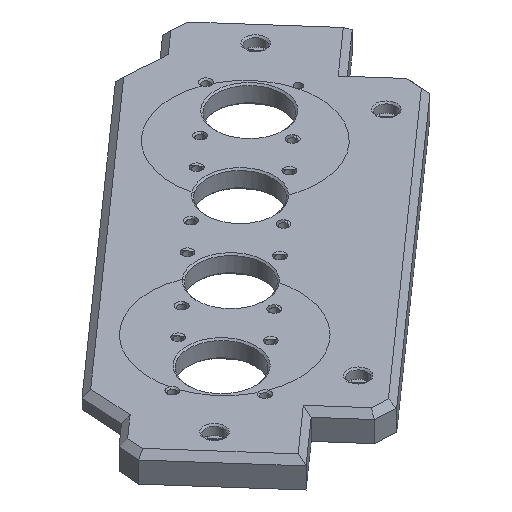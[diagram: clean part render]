
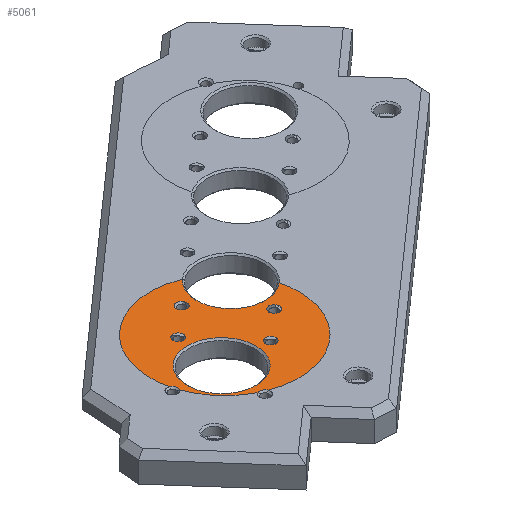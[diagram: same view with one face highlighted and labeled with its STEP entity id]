
A CAD part, isometric view. The second image highlights one B-rep face of the part: STEP entity #5061.
In plain terms, the highlighted planar face has unit normal (0, 0, 1).
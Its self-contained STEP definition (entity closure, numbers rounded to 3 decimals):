
#104=FACE_BOUND('',#616,.T.);
#105=FACE_BOUND('',#617,.T.);
#106=FACE_BOUND('',#618,.T.);
#107=FACE_BOUND('',#619,.T.);
#108=FACE_BOUND('',#620,.T.);
#139=PLANE('',#5421);
#304=FACE_OUTER_BOUND('',#615,.T.);
#615=EDGE_LOOP('',(#3535,#3536,#3537,#3538,#3539,#3540,#3541,#3542));
#616=EDGE_LOOP('',(#3543));
#617=EDGE_LOOP('',(#3544));
#618=EDGE_LOOP('',(#3545));
#619=EDGE_LOOP('',(#3546));
#620=EDGE_LOOP('',(#3547));
#1919=CIRCLE('',#5387,25.);
#1921=CIRCLE('',#5389,25.);
#1922=CIRCLE('',#5390,25.);
#1924=CIRCLE('',#5392,25.);
#1925=CIRCLE('',#5393,25.);
#1941=CIRCLE('',#5416,1.764);
#1945=CIRCLE('',#5422,1.764);
#1946=CIRCLE('',#5423,1.765);
#1947=CIRCLE('',#5424,1.765);
#1948=CIRCLE('',#5425,1.765);
#1949=CIRCLE('',#5426,1.765);
#2172=B_SPLINE_CURVE_WITH_KNOTS('',3,(#7750,#7751,#7752,#7753,#7754,#7755,
#7756,#7757,#7758,#7759),.UNSPECIFIED.,.F.,.F.,(4,1,1,1,1,1,1,4),(0.025,
0.517,1.009,1.501,1.993,2.485,
2.977,3.469),.UNSPECIFIED.);
#2173=B_SPLINE_CURVE_WITH_KNOTS('',3,(#7770,#7771,#7772,#7773,#7774,#7775,
#7776,#7777,#7778,#7779,#7780,#7781,#7782,#7783,#7784,#7785,#7786),
 .UNSPECIFIED.,.T.,.F.,(4,1,1,1,1,1,1,1,1,1,1,1,1,1,4),(-3.142,
-2.693,-2.244,-1.795,-1.346,
-1.047,-0.449,0.15,0.449,
1.047,1.346,1.945,2.244,2.693,
3.142),.UNSPECIFIED.);
#2221=VERTEX_POINT('',#7629);
#2222=VERTEX_POINT('',#7630);
#2223=VERTEX_POINT('',#7632);
#2224=VERTEX_POINT('',#7634);
#2225=VERTEX_POINT('',#7636);
#2226=VERTEX_POINT('',#7638);
#2228=VERTEX_POINT('',#7647);
#2229=VERTEX_POINT('',#7649);
#2248=VERTEX_POINT('',#7761);
#2249=VERTEX_POINT('',#7763);
#2250=VERTEX_POINT('',#7765);
#2251=VERTEX_POINT('',#7767);
#2252=VERTEX_POINT('',#7769);
#2702=EDGE_CURVE('',#2223,#2221,#1919,.T.);
#2704=EDGE_CURVE('',#2225,#2224,#1921,.T.);
#2705=EDGE_CURVE('',#2226,#2225,#1922,.T.);
#2708=EDGE_CURVE('',#2229,#2228,#1924,.T.);
#2709=EDGE_CURVE('',#2222,#2229,#1925,.T.);
#2733=EDGE_CURVE('',#2222,#2221,#1941,.T.);
#2738=EDGE_CURVE('',#2226,#2228,#2172,.T.);
#2739=EDGE_CURVE('',#2223,#2224,#1945,.T.);
#2740=EDGE_CURVE('',#2248,#2248,#1946,.T.);
#2741=EDGE_CURVE('',#2249,#2249,#1947,.T.);
#2742=EDGE_CURVE('',#2250,#2250,#1948,.T.);
#2743=EDGE_CURVE('',#2251,#2251,#1949,.T.);
#2744=EDGE_CURVE('',#2252,#2252,#2173,.T.);
#3535=ORIENTED_EDGE('',*,*,#2733,.F.);
#3536=ORIENTED_EDGE('',*,*,#2709,.T.);
#3537=ORIENTED_EDGE('',*,*,#2708,.T.);
#3538=ORIENTED_EDGE('',*,*,#2738,.F.);
#3539=ORIENTED_EDGE('',*,*,#2705,.T.);
#3540=ORIENTED_EDGE('',*,*,#2704,.T.);
#3541=ORIENTED_EDGE('',*,*,#2739,.F.);
#3542=ORIENTED_EDGE('',*,*,#2702,.T.);
#3543=ORIENTED_EDGE('',*,*,#2740,.F.);
#3544=ORIENTED_EDGE('',*,*,#2741,.F.);
#3545=ORIENTED_EDGE('',*,*,#2742,.F.);
#3546=ORIENTED_EDGE('',*,*,#2743,.F.);
#3547=ORIENTED_EDGE('',*,*,#2744,.F.);
#5061=ADVANCED_FACE('',(#304,#104,#105,#106,#107,#108),#139,.T.);
#5387=AXIS2_PLACEMENT_3D('',#7633,#5998,#5999);
#5389=AXIS2_PLACEMENT_3D('',#7637,#6002,#6003);
#5390=AXIS2_PLACEMENT_3D('',#7639,#6004,#6005);
#5392=AXIS2_PLACEMENT_3D('',#7650,#6008,#6009);
#5393=AXIS2_PLACEMENT_3D('',#7651,#6010,#6011);
#5416=AXIS2_PLACEMENT_3D('',#7732,#6061,#6062);
#5421=AXIS2_PLACEMENT_3D('',#7749,#6071,#6072);
#5422=AXIS2_PLACEMENT_3D('',#7760,#6073,#6074);
#5423=AXIS2_PLACEMENT_3D('',#7762,#6075,#6076);
#5424=AXIS2_PLACEMENT_3D('',#7764,#6077,#6078);
#5425=AXIS2_PLACEMENT_3D('',#7766,#6079,#6080);
#5426=AXIS2_PLACEMENT_3D('',#7768,#6081,#6082);
#5998=DIRECTION('center_axis',(0.,0.,
1.));
#5999=DIRECTION('ref_axis',(0.992,-0.123,0.));
#6002=DIRECTION('center_axis',(0.,0.,
1.));
#6003=DIRECTION('ref_axis',(0.992,-0.123,0.));
#6004=DIRECTION('center_axis',(0.,0.,
1.));
#6005=DIRECTION('ref_axis',(0.992,-0.123,0.));
#6008=DIRECTION('center_axis',(0.,0.,
1.));
#6009=DIRECTION('ref_axis',(0.992,-0.123,0.));
#6010=DIRECTION('center_axis',(0.,0.,
1.));
#6011=DIRECTION('ref_axis',(0.992,-0.123,0.));
#6061=DIRECTION('center_axis',(0.,0.,
1.));
#6062=DIRECTION('ref_axis',(0.,-1.,0.));
#6071=DIRECTION('center_axis',(0.,0.,
1.));
#6072=DIRECTION('ref_axis',(0.992,-0.123,0.));
#6073=DIRECTION('center_axis',(0.,0.,
1.));
#6074=DIRECTION('ref_axis',(0.,-1.,0.));
#6075=DIRECTION('center_axis',(0.,0.,
1.));
#6076=DIRECTION('ref_axis',(0.,1.,0.));
#6077=DIRECTION('center_axis',(0.,0.,
1.));
#6078=DIRECTION('ref_axis',(0.,1.,0.));
#6079=DIRECTION('center_axis',(0.,0.,
1.));
#6080=DIRECTION('ref_axis',(0.,1.,0.));
#6081=DIRECTION('center_axis',(0.,0.,
1.));
#6082=DIRECTION('ref_axis',(0.,1.,0.));
#7629=CARTESIAN_POINT('',(-215.386,75.033,628.));
#7630=CARTESIAN_POINT('',(-217.792,76.082,628.));
#7632=CARTESIAN_POINT('',(-203.035,61.111,628.));
#7633=CARTESIAN_POINT('Origin',(-226.567,52.673,628.));
#7634=CARTESIAN_POINT('',(-202.26,58.516,628.));
#7636=CARTESIAN_POINT('',(-201.648,50.664,628.));
#7637=CARTESIAN_POINT('Origin',(-226.567,52.673,628.));
#7638=CARTESIAN_POINT('',(-235.676,29.391,628.));
#7639=CARTESIAN_POINT('Origin',(-226.567,52.673,628.));
#7647=CARTESIAN_POINT('',(-250.839,46.684,628.));
#7649=CARTESIAN_POINT('',(-251.376,55.758,628.));
#7650=CARTESIAN_POINT('Origin',(-226.567,52.673,628.));
#7651=CARTESIAN_POINT('Origin',(-226.567,52.673,628.));
#7732=CARTESIAN_POINT('Origin',(-216.118,76.638,628.));
#7749=CARTESIAN_POINT('Origin',(-226.567,52.673,628.));
#7750=CARTESIAN_POINT('Ctrl Pts',(-235.676,29.391,628.));
#7751=CARTESIAN_POINT('Ctrl Pts',(-234.398,30.534,628.));
#7752=CARTESIAN_POINT('Ctrl Pts',(-232.374,33.386,628.));
#7753=CARTESIAN_POINT('Ctrl Pts',(-231.469,38.563,628.));
#7754=CARTESIAN_POINT('Ctrl Pts',(-232.893,43.624,628.));
#7755=CARTESIAN_POINT('Ctrl Pts',(-236.356,47.582,628.));
#7756=CARTESIAN_POINT('Ctrl Pts',(-241.188,49.652,628.));
#7757=CARTESIAN_POINT('Ctrl Pts',(-246.43,49.441,628.));
#7758=CARTESIAN_POINT('Ctrl Pts',(-249.54,47.8,628.));
#7759=CARTESIAN_POINT('Ctrl Pts',(-250.839,46.683,628.));
#7760=CARTESIAN_POINT('Origin',(-201.567,60.138,628.));
#7761=CARTESIAN_POINT('',(-232.618,60.322,628.));
#7762=CARTESIAN_POINT('Origin',(-232.618,62.087,628.));
#7763=CARTESIAN_POINT('',(-242.368,51.724,628.));
#7764=CARTESIAN_POINT('Origin',(-242.368,53.488,628.));
#7765=CARTESIAN_POINT('',(-227.817,35.224,628.));
#7766=CARTESIAN_POINT('Origin',(-227.817,36.988,628.));
#7767=CARTESIAN_POINT('',(-218.067,43.822,628.));
#7768=CARTESIAN_POINT('Origin',(-218.067,45.587,628.));
#7769=CARTESIAN_POINT('',(-209.486,52.488,628.));
#7770=CARTESIAN_POINT('Ctrl Pts',(-209.486,52.488,628.));
#7771=CARTESIAN_POINT('Ctrl Pts',(-208.196,53.626,628.));
#7772=CARTESIAN_POINT('Ctrl Pts',(-206.135,56.489,628.));
#7773=CARTESIAN_POINT('Ctrl Pts',(-205.215,61.701,628.));
#7774=CARTESIAN_POINT('Ctrl Pts',(-206.647,66.798,628.));
#7775=CARTESIAN_POINT('Ctrl Pts',(-209.76,70.323,628.));
#7776=CARTESIAN_POINT('Ctrl Pts',(-214.402,72.71,628.));
#7777=CARTESIAN_POINT('Ctrl Pts',(-220.4,72.875,628.));
#7778=CARTESIAN_POINT('Ctrl Pts',(-225.428,69.61,628.));
#7779=CARTESIAN_POINT('Ctrl Pts',(-228.458,64.659,628.));
#7780=CARTESIAN_POINT('Ctrl Pts',(-228.938,59.896,628.));
#7781=CARTESIAN_POINT('Ctrl Pts',(-226.952,54.436,628.));
#7782=CARTESIAN_POINT('Ctrl Pts',(-223.525,51.095,628.));
#7783=CARTESIAN_POINT('Ctrl Pts',(-218.571,49.434,628.));
#7784=CARTESIAN_POINT('Ctrl Pts',(-213.877,49.662,628.));
#7785=CARTESIAN_POINT('Ctrl Pts',(-210.776,51.35,628.));
#7786=CARTESIAN_POINT('Ctrl Pts',(-209.486,52.488,628.));
